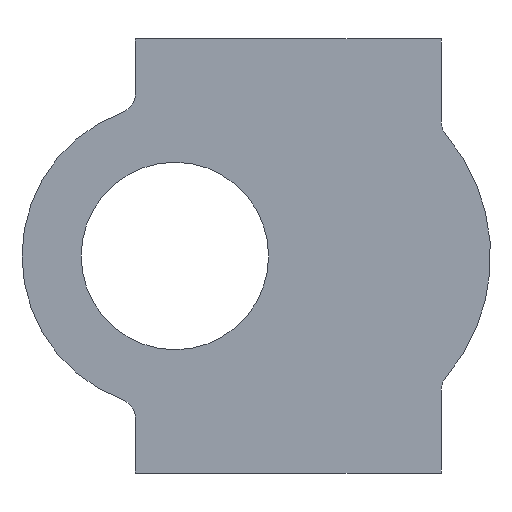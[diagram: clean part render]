
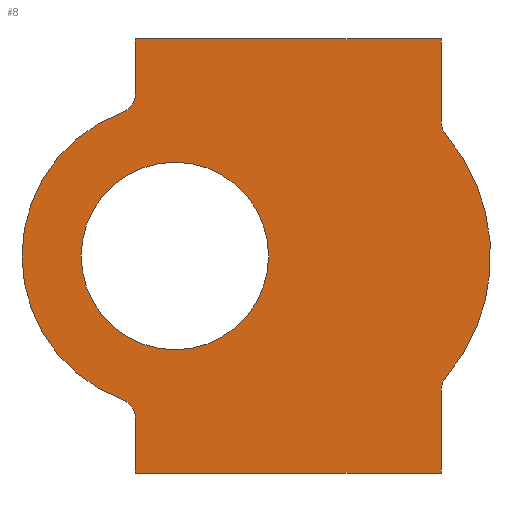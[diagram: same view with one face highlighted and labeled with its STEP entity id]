
A CAD part, front view. The second image highlights one B-rep face of the part: STEP entity #8.
In plain terms, the highlighted planar face has unit normal (0, -1, 0).
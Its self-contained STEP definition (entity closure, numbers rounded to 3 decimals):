
#1 = EDGE_LOOP ( 'NONE', ( #299, #509, #496, #201, #345, #227, #265, #151, #350, #354, #319, #423 ) ) ;
#8 = ADVANCED_FACE ( 'NONE', ( #295, #176 ), #266, .T. ) ;
#18 = AXIS2_PLACEMENT_3D ( 'NONE', #384, #507, #502 ) ;
#20 = CARTESIAN_POINT ( 'NONE',  ( 37., 0., 8.399 ) ) ;
#25 = LINE ( 'NONE', #150, #344 ) ;
#28 = EDGE_CURVE ( 'NONE', #155, #220, #288, .T. ) ;
#33 = EDGE_CURVE ( 'NONE', #278, #245, #93, .T. ) ;
#49 = DIRECTION ( 'NONE',  ( 1., 0., 0. ) ) ;
#51 = EDGE_CURVE ( 'NONE', #300, #511, #259, .T. ) ;
#56 = CARTESIAN_POINT ( 'NONE',  ( 4., 0., 7.025 ) ) ;
#58 = DIRECTION ( 'NONE',  ( 0., 0., 1. ) ) ;
#59 = DIRECTION ( 'NONE',  ( 0., 0., -1. ) ) ;
#60 = DIRECTION ( 'NONE',  ( 0., 1., 0. ) ) ;
#61 = AXIS2_PLACEMENT_3D ( 'NONE', #20, #171, #59 ) ;
#63 = CARTESIAN_POINT ( 'NONE',  ( 4., 0., 0. ) ) ;
#66 = DIRECTION ( 'NONE',  ( 0., 0., -1. ) ) ;
#80 = CIRCLE ( 'NONE', #137, 19. ) ;
#82 = DIRECTION ( 'NONE',  ( 0., 0., 1. ) ) ;
#85 = VERTEX_POINT ( 'NONE', #485 ) ;
#87 = CARTESIAN_POINT ( 'NONE',  ( 35.476, 0., 9.694 ) ) ;
#89 = CARTESIAN_POINT ( 'NONE',  ( 35., 0., 8.399 ) ) ;
#91 = LINE ( 'NONE', #56, #256 ) ;
#93 = CIRCLE ( 'NONE', #61, 2. ) ;
#96 = DIRECTION ( 'NONE',  ( 0., 1., 0. ) ) ;
#97 = VERTEX_POINT ( 'NONE', #330 ) ;
#103 = VECTOR ( 'NONE', #66, 1000. ) ;
#119 = CARTESIAN_POINT ( 'NONE',  ( 8., 0., 22. ) ) ;
#129 = CARTESIAN_POINT ( 'NONE',  ( 35., 0., 44. ) ) ;
#132 = AXIS2_PLACEMENT_3D ( 'NONE', #443, #185, #211 ) ;
#133 = EDGE_CURVE ( 'NONE', #315, #97, #292, .T. ) ;
#135 = CARTESIAN_POINT ( 'NONE',  ( 2., 0., 38.439 ) ) ;
#136 = AXIS2_PLACEMENT_3D ( 'NONE', #119, #187, #236 ) ;
#137 = AXIS2_PLACEMENT_3D ( 'NONE', #217, #96, #376 ) ;
#146 = EDGE_CURVE ( 'NONE', #511, #338, #391, .T. ) ;
#150 = CARTESIAN_POINT ( 'NONE',  ( 35., 0., 0. ) ) ;
#151 = ORIENTED_EDGE ( 'NONE', *, *, #490, .T. ) ;
#155 = VERTEX_POINT ( 'NONE', #348 ) ;
#166 = DIRECTION ( 'NONE',  ( 0., 1., 0. ) ) ;
#167 = CIRCLE ( 'NONE', #18, 2. ) ;
#168 = CIRCLE ( 'NONE', #287, 2. ) ;
#171 = DIRECTION ( 'NONE',  ( 0., 1., 0. ) ) ;
#176 = FACE_BOUND ( 'NONE', #325, .T. ) ;
#177 = VECTOR ( 'NONE', #49, 1000. ) ;
#181 = EDGE_CURVE ( 'NONE', #315, #85, #167, .T. ) ;
#182 = CIRCLE ( 'NONE', #355, 9.5 ) ;
#185 = DIRECTION ( 'NONE',  ( 0., -1., 0. ) ) ;
#187 = DIRECTION ( 'NONE',  ( 0., 1., 0. ) ) ;
#195 = EDGE_CURVE ( 'NONE', #398, #300, #198, .T. ) ;
#198 = LINE ( 'NONE', #268, #286 ) ;
#201 = ORIENTED_EDGE ( 'NONE', *, *, #255, .T. ) ;
#205 = CARTESIAN_POINT ( 'NONE',  ( 4., 0., 44. ) ) ;
#206 = AXIS2_PLACEMENT_3D ( 'NONE', #277, #166, #446 ) ;
#208 = DIRECTION ( 'NONE',  ( -1., 0., 0. ) ) ;
#211 = DIRECTION ( 'NONE',  ( 0., 0., -1. ) ) ;
#217 = CARTESIAN_POINT ( 'NONE',  ( 21., 0., 22. ) ) ;
#220 = VERTEX_POINT ( 'NONE', #269 ) ;
#227 = ORIENTED_EDGE ( 'NONE', *, *, #51, .F. ) ;
#234 = EDGE_CURVE ( 'NONE', #278, #155, #25, .T. ) ;
#236 = DIRECTION ( 'NONE',  ( 0., 0., 1. ) ) ;
#242 = EDGE_CURVE ( 'NONE', #450, #450, #182, .T. ) ;
#245 = VERTEX_POINT ( 'NONE', #87 ) ;
#246 = DIRECTION ( 'NONE',  ( 0., 1., 0. ) ) ;
#255 = EDGE_CURVE ( 'NONE', #503, #338, #451, .T. ) ;
#256 = VECTOR ( 'NONE', #58, 1000. ) ;
#259 = LINE ( 'NONE', #129, #177 ) ;
#265 = ORIENTED_EDGE ( 'NONE', *, *, #195, .F. ) ;
#266 = PLANE ( 'NONE',  #132 ) ;
#267 = CARTESIAN_POINT ( 'NONE',  ( 8., 0., 31.5 ) ) ;
#268 = CARTESIAN_POINT ( 'NONE',  ( 4., 0., 44. ) ) ;
#269 = CARTESIAN_POINT ( 'NONE',  ( 4., 0., 0. ) ) ;
#273 = CARTESIAN_POINT ( 'NONE',  ( 35., 0., 34.845 ) ) ;
#277 = CARTESIAN_POINT ( 'NONE',  ( 37., 0., 35.601 ) ) ;
#278 = VERTEX_POINT ( 'NONE', #89 ) ;
#286 = VECTOR ( 'NONE', #343, 1000. ) ;
#287 = AXIS2_PLACEMENT_3D ( 'NONE', #135, #60, #289 ) ;
#288 = LINE ( 'NONE', #63, #374 ) ;
#289 = DIRECTION ( 'NONE',  ( 0., 0., -1. ) ) ;
#292 = CIRCLE ( 'NONE', #136, 15.5 ) ;
#295 = FACE_OUTER_BOUND ( 'NONE', #1, .T. ) ;
#299 = ORIENTED_EDGE ( 'NONE', *, *, #234, .F. ) ;
#300 = VERTEX_POINT ( 'NONE', #205 ) ;
#315 = VERTEX_POINT ( 'NONE', #368 ) ;
#319 = ORIENTED_EDGE ( 'NONE', *, *, #414, .F. ) ;
#320 = CARTESIAN_POINT ( 'NONE',  ( 35., 0., 35.601 ) ) ;
#325 = EDGE_LOOP ( 'NONE', ( #460 ) ) ;
#330 = CARTESIAN_POINT ( 'NONE',  ( 2.686, 0., 36.561 ) ) ;
#338 = VERTEX_POINT ( 'NONE', #320 ) ;
#343 = DIRECTION ( 'NONE',  ( 0., 0., 1. ) ) ;
#344 = VECTOR ( 'NONE', #389, 1000. ) ;
#345 = ORIENTED_EDGE ( 'NONE', *, *, #146, .F. ) ;
#348 = CARTESIAN_POINT ( 'NONE',  ( 35., 0., 0. ) ) ;
#349 = CARTESIAN_POINT ( 'NONE',  ( 8., 0., 22. ) ) ;
#350 = ORIENTED_EDGE ( 'NONE', *, *, #133, .F. ) ;
#354 = ORIENTED_EDGE ( 'NONE', *, *, #181, .T. ) ;
#355 = AXIS2_PLACEMENT_3D ( 'NONE', #349, #246, #82 ) ;
#368 = CARTESIAN_POINT ( 'NONE',  ( 2.686, 0., 7.439 ) ) ;
#373 = CARTESIAN_POINT ( 'NONE',  ( 35.476, 0., 34.306 ) ) ;
#374 = VECTOR ( 'NONE', #208, 1000. ) ;
#376 = DIRECTION ( 'NONE',  ( 0., 0., -1. ) ) ;
#384 = CARTESIAN_POINT ( 'NONE',  ( 2., 0., 5.561 ) ) ;
#389 = DIRECTION ( 'NONE',  ( 0., 0., -1. ) ) ;
#391 = LINE ( 'NONE', #273, #103 ) ;
#398 = VERTEX_POINT ( 'NONE', #476 ) ;
#414 = EDGE_CURVE ( 'NONE', #220, #85, #91, .T. ) ;
#423 = ORIENTED_EDGE ( 'NONE', *, *, #28, .F. ) ;
#443 = CARTESIAN_POINT ( 'NONE',  ( 21., 0., 22. ) ) ;
#444 = EDGE_CURVE ( 'NONE', #503, #245, #80, .T. ) ;
#446 = DIRECTION ( 'NONE',  ( 0., 0., -1. ) ) ;
#450 = VERTEX_POINT ( 'NONE', #267 ) ;
#451 = CIRCLE ( 'NONE', #206, 2. ) ;
#460 = ORIENTED_EDGE ( 'NONE', *, *, #242, .T. ) ;
#476 = CARTESIAN_POINT ( 'NONE',  ( 4., 0., 38.439 ) ) ;
#485 = CARTESIAN_POINT ( 'NONE',  ( 4., 0., 5.561 ) ) ;
#488 = CARTESIAN_POINT ( 'NONE',  ( 35., 0., 44. ) ) ;
#490 = EDGE_CURVE ( 'NONE', #398, #97, #168, .T. ) ;
#496 = ORIENTED_EDGE ( 'NONE', *, *, #444, .F. ) ;
#502 = DIRECTION ( 'NONE',  ( 0., 0., -1. ) ) ;
#503 = VERTEX_POINT ( 'NONE', #373 ) ;
#507 = DIRECTION ( 'NONE',  ( 0., 1., 0. ) ) ;
#509 = ORIENTED_EDGE ( 'NONE', *, *, #33, .T. ) ;
#511 = VERTEX_POINT ( 'NONE', #488 ) ;
